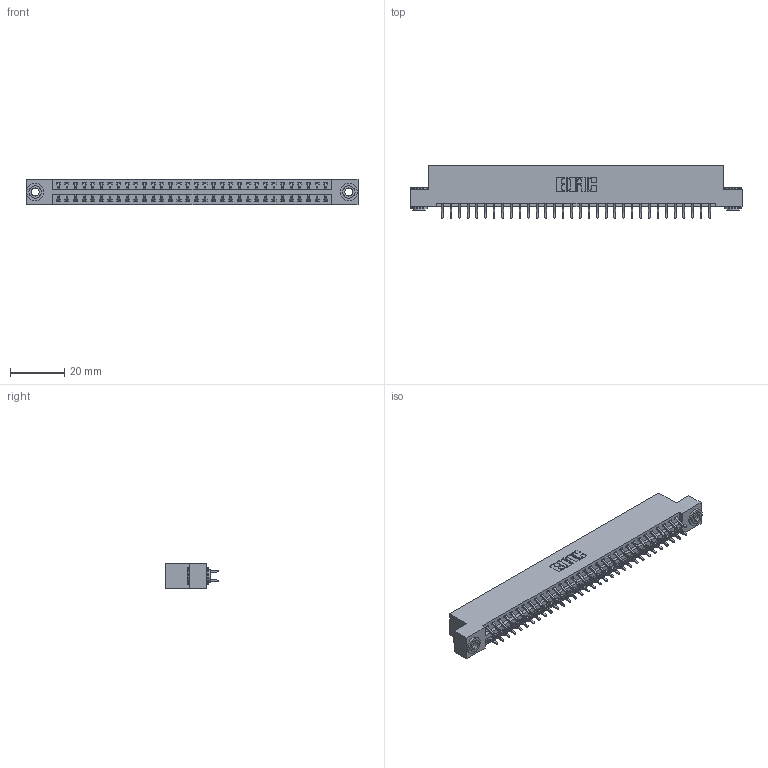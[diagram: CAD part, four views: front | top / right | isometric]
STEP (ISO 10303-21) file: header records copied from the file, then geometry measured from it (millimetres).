
FILE_DESCRIPTION (( 'STEP AP203' ), '1' );
FILE_NAME ('396-064-556-203.STEP', '2018-09-08T17:37:42', ( '' ), ( '' ), 'SwSTEP 2.0', 'SolidWorks 2016', '' );
FILE_SCHEMA (( 'CONFIG_CONTROL_DESIGN' ));
Length unit declared in the file: inch
Products named in the file (4): 346 Part_Flush Mounting Lugs - 0.156 Dia-TH; 345-292-001_556 Tail; 345-250-002_345-250-002-102; 396-064-556-203
Assembly tree (67 placements, depth 2):
  396-064-556-203
    346 Part_Flush Mounting Lugs - 0.156 Dia-TH
    345-292-001_556 Tail  x64
    345-250-002_345-250-002-102  x2
Bounding box: 122.17 x 19.57 x 9.4 mm (x, y, z)
Volume: 11852.7 mm3; surface area: 16289.8 mm2
Topology: 67 solids, 67 shells, 3872 faces, 11477 edges, 7562 vertices
Faces by surface type: plane 2582, cylinder 1282, cone 8
Entity records: 23100 total; most frequent: CARTESIAN_POINT 3811, ORIENTED_EDGE 3726, DIRECTION 3429, EDGE_CURVE 1863, VECTOR 1571, LINE 1571, VERTEX_POINT 1238, AXIS2_PLACEMENT_3D 929
